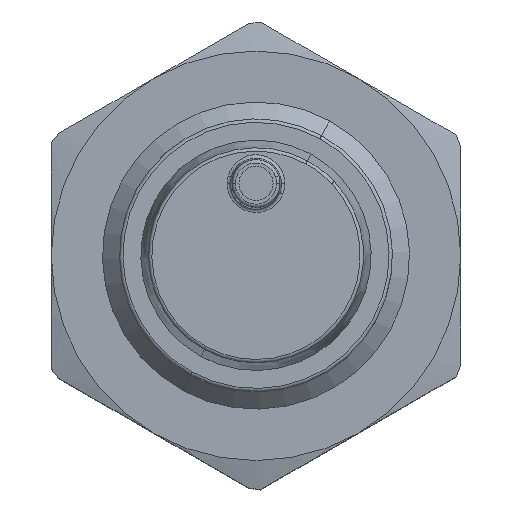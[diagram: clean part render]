
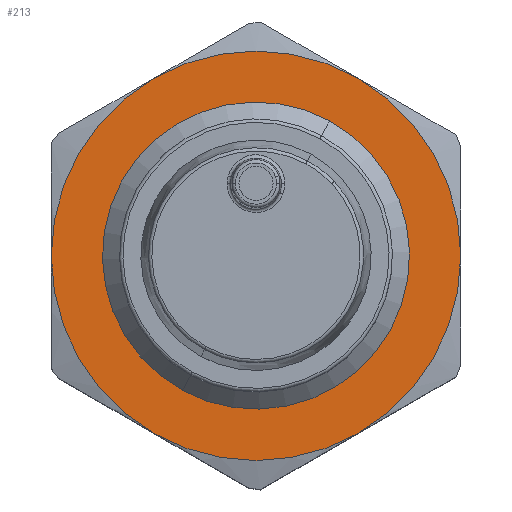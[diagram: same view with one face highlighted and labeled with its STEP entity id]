
A CAD part, top view. The second image highlights one B-rep face of the part: STEP entity #213.
In plain terms, the highlighted planar face has unit normal (0, 0, 1).
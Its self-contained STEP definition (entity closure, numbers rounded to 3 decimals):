
#213=ADVANCED_FACE('Body.6',(#490,#491),#492,.F.);
#490=FACE_OUTER_BOUND('',#776,.T.);
#491=FACE_BOUND('',#777,.T.);
#492=PLANE('',#778);
#776=EDGE_LOOP('',(#1728,#1729,#1730,#1731,#1732,#1733));
#777=EDGE_LOOP('',(#1734,#1735,#1736));
#778=AXIS2_PLACEMENT_3D('',#1737,#1738,#1739);
#1728=ORIENTED_EDGE('',*,*,#2048,.F.);
#1729=ORIENTED_EDGE('',*,*,#2058,.F.);
#1730=ORIENTED_EDGE('',*,*,#2068,.F.);
#1731=ORIENTED_EDGE('',*,*,#2078,.F.);
#1732=ORIENTED_EDGE('',*,*,#2028,.F.);
#1733=ORIENTED_EDGE('',*,*,#2038,.F.);
#1734=ORIENTED_EDGE('',*,*,#2025,.F.);
#1735=ORIENTED_EDGE('',*,*,#2086,.F.);
#1736=ORIENTED_EDGE('',*,*,#2087,.F.);
#1737=CARTESIAN_POINT('',(0.,0.,24.0));
#1738=DIRECTION('',(0.0,0.0,-1.0));
#1739=DIRECTION('',(0.0,-1.0,0.0));
#2025=EDGE_CURVE('',#2463,#2459,#2465,.F.);
#2028=EDGE_CURVE('',#2469,#2471,#2472,.F.);
#2038=EDGE_CURVE('',#2487,#2469,#2489,.F.);
#2048=EDGE_CURVE('',#2503,#2487,#2505,.F.);
#2058=EDGE_CURVE('',#2519,#2503,#2521,.F.);
#2068=EDGE_CURVE('',#2535,#2519,#2537,.F.);
#2078=EDGE_CURVE('',#2471,#2535,#2552,.F.);
#2086=EDGE_CURVE('',#2562,#2463,#2563,.F.);
#2087=EDGE_CURVE('',#2459,#2562,#2564,.F.);
#2459=VERTEX_POINT('',#3290);
#2463=VERTEX_POINT('',#3295);
#2465=CIRCLE('',#3298,8.8);
#2469=VERTEX_POINT('',#3305);
#2471=VERTEX_POINT('',#3311);
#2472=CIRCLE('',#3312,12.0);
#2487=VERTEX_POINT('',#3347);
#2489=CIRCLE('',#3353,12.0);
#2503=VERTEX_POINT('',#3387);
#2505=CIRCLE('',#3393,12.0);
#2519=VERTEX_POINT('',#3427);
#2521=CIRCLE('',#3433,12.0);
#2535=VERTEX_POINT('',#3467);
#2537=CIRCLE('',#3473,12.0);
#2552=CIRCLE('',#3512,12.0);
#2562=VERTEX_POINT('',#3539);
#2563=CIRCLE('',#3540,8.8);
#2564=CIRCLE('',#3541,8.8);
#3290=CARTESIAN_POINT('',(0.208,8.798,24.0));
#3295=CARTESIAN_POINT('',(7.723,4.219,24.0));
#3298=AXIS2_PLACEMENT_3D('',#3988,#3989,#3990);
#3305=CARTESIAN_POINT('',(6.,-10.392,24.));
#3311=CARTESIAN_POINT('',(-6.,-10.392,24.));
#3312=AXIS2_PLACEMENT_3D('',#3991,#3992,#3993);
#3347=CARTESIAN_POINT('',(12.0,0.,24.0));
#3353=AXIS2_PLACEMENT_3D('',#3999,#4000,#4001);
#3387=CARTESIAN_POINT('',(6.,10.392,24.));
#3393=AXIS2_PLACEMENT_3D('',#4007,#4008,#4009);
#3427=CARTESIAN_POINT('',(-6.,10.392,24.));
#3433=AXIS2_PLACEMENT_3D('',#4015,#4016,#4017);
#3467=CARTESIAN_POINT('',(-12.0,0.,24.0));
#3473=AXIS2_PLACEMENT_3D('',#4023,#4024,#4025);
#3512=AXIS2_PLACEMENT_3D('',#4031,#4032,#4033);
#3539=CARTESIAN_POINT('',(-7.723,-4.219,24.0));
#3540=AXIS2_PLACEMENT_3D('',#4039,#4040,#4041);
#3541=AXIS2_PLACEMENT_3D('',#4042,#4043,#4044);
#3988=CARTESIAN_POINT('',(0.,0.,24.0));
#3989=DIRECTION('',(0.0,0.0,-1.0));
#3990=DIRECTION('',(1.0,0.0,0.0));
#3991=CARTESIAN_POINT('',(0.0,0.0,24.0));
#3992=DIRECTION('',(0.0,0.0,1.0));
#3993=DIRECTION('',(1.0,0.0,0.0));
#3999=CARTESIAN_POINT('',(0.0,0.0,24.0));
#4000=DIRECTION('',(0.0,0.0,1.0));
#4001=DIRECTION('',(1.0,0.0,0.0));
#4007=CARTESIAN_POINT('',(0.0,0.0,24.0));
#4008=DIRECTION('',(-0.0,0.0,1.0));
#4009=DIRECTION('',(1.0,0.0,0.0));
#4015=CARTESIAN_POINT('',(0.0,0.0,24.0));
#4016=DIRECTION('',(-0.0,0.0,1.0));
#4017=DIRECTION('',(1.0,0.0,0.0));
#4023=CARTESIAN_POINT('',(0.0,0.0,24.0));
#4024=DIRECTION('',(-0.0,0.0,1.0));
#4025=DIRECTION('',(1.0,0.0,0.0));
#4031=CARTESIAN_POINT('',(0.0,0.0,24.0));
#4032=DIRECTION('',(0.0,0.0,1.0));
#4033=DIRECTION('',(1.0,0.0,0.0));
#4039=CARTESIAN_POINT('',(0.,0.,24.0));
#4040=DIRECTION('',(0.0,0.0,-1.0));
#4041=DIRECTION('',(1.0,0.0,0.0));
#4042=CARTESIAN_POINT('',(0.,0.,24.0));
#4043=DIRECTION('',(0.0,0.0,-1.0));
#4044=DIRECTION('',(1.0,0.0,0.0));
